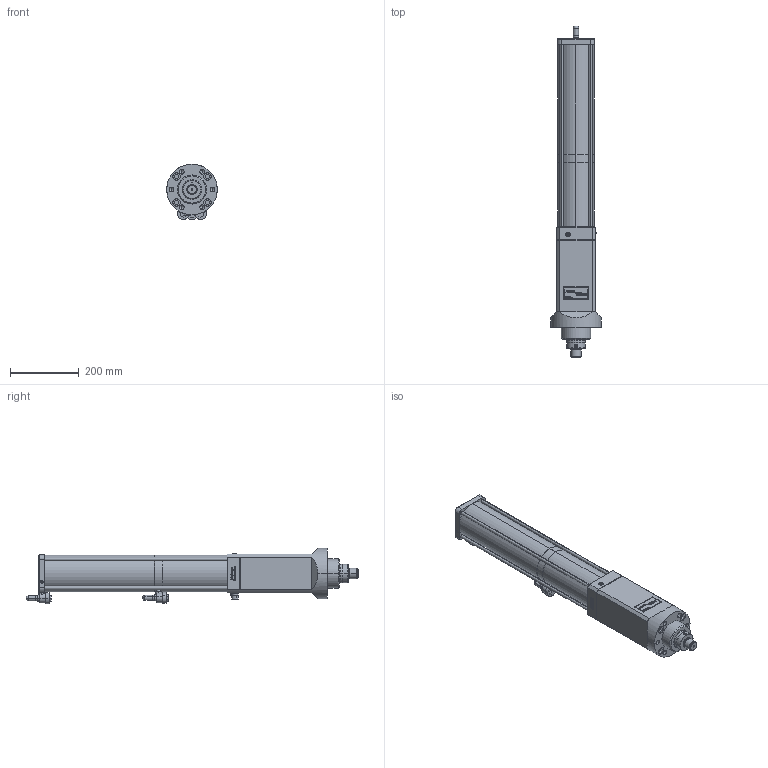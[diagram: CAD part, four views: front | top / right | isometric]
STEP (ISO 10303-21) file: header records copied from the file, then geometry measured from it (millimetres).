
FILE_DESCRIPTION (( 'STEP AP203' ), '1' );
FILE_NAME ('KC-S 20-150.STEP', '2018-12-14T21:27:23', ( '' ), ( '' ), 'SwSTEP 2.0', 'SolidWorks 2018', '' );
FILE_SCHEMA (( 'CONFIG_CONTROL_DESIGN' ));
Length unit declared in the file: millimetre
Products named in the file (1): KC-S 20-150
Bounding box: 147.5 x 968.5 x 162.1 mm (x, y, z)
Volume: 7261459 mm3; surface area: 592315.4 mm2
Topology: 11 solids, 12 shells, 1591 faces, 4014 edges, 2596 vertices
Faces by surface type: plane 920, bspline 296, cylinder 239, cone 106, torus 30
Entity records: 62206 total; most frequent: CARTESIAN_POINT 25780, ORIENTED_EDGE 7960, DIRECTION 6492, EDGE_CURVE 3980, VECTOR 2656, LINE 2656, VERTEX_POINT 2596, AXIS2_PLACEMENT_3D 1918
